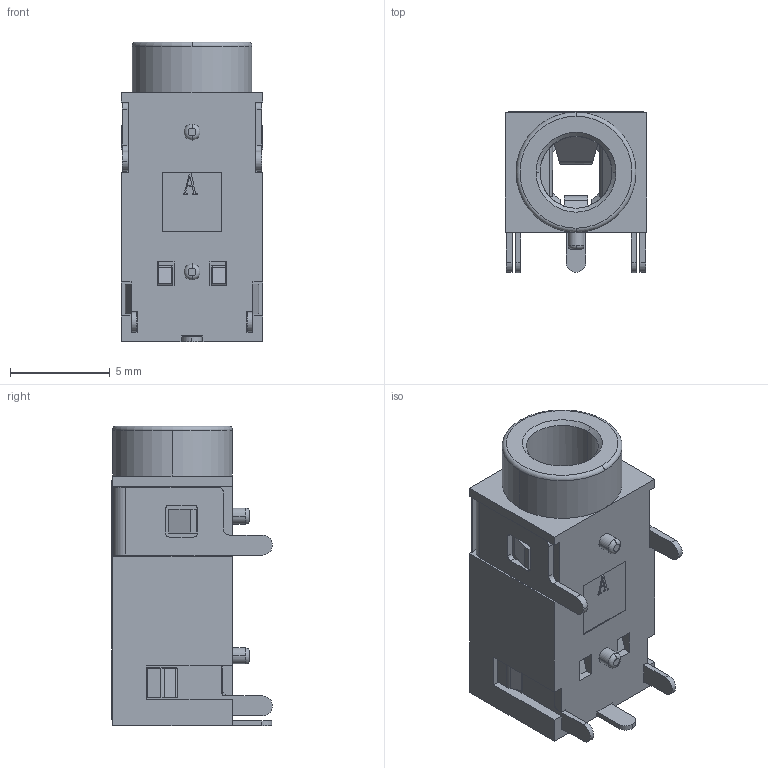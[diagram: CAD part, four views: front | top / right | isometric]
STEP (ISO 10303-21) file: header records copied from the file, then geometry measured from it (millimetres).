
FILE_DESCRIPTION (( 'STEP AP214' ), '1' );
FILE_NAME ('54-00174.STEP', '2023-07-27T03:12:42', ( '' ), ( '' ), 'SwSTEP 2.0', 'SolidWorks 2017', '' );
FILE_SCHEMA (( 'AUTOMOTIVE_DESIGN' ));
Length unit declared in the file: millimetre
Products named in the file (7): 54-00174_#2; 54-00174_54-00174; 54-00174_#4; 54-00174_#1; 54-00174_housing; 54-00174; 54-00174_#3
Assembly tree (6 placements, depth 3):
  54-00174
    54-00174_54-00174
      54-00174_housing
      54-00174_#1
      54-00174_#3
      54-00174_#2
      54-00174_#4
Bounding box: 7.1 x 8.05 x 15 mm (x, y, z)
Volume: 356 mm3; surface area: 1444.2 mm2
Topology: 6 solids, 6 shells, 478 faces, 1308 edges, 838 vertices
Faces by surface type: plane 329, cylinder 118, bspline 20, torus 6, cone 5
Entity records: 18756 total; most frequent: CARTESIAN_POINT 3180, ORIENTED_EDGE 2616, DIRECTION 2443, EDGE_CURVE 1308, LINE 1017, VECTOR 1017, VERTEX_POINT 838, AXIS2_PLACEMENT_3D 713
